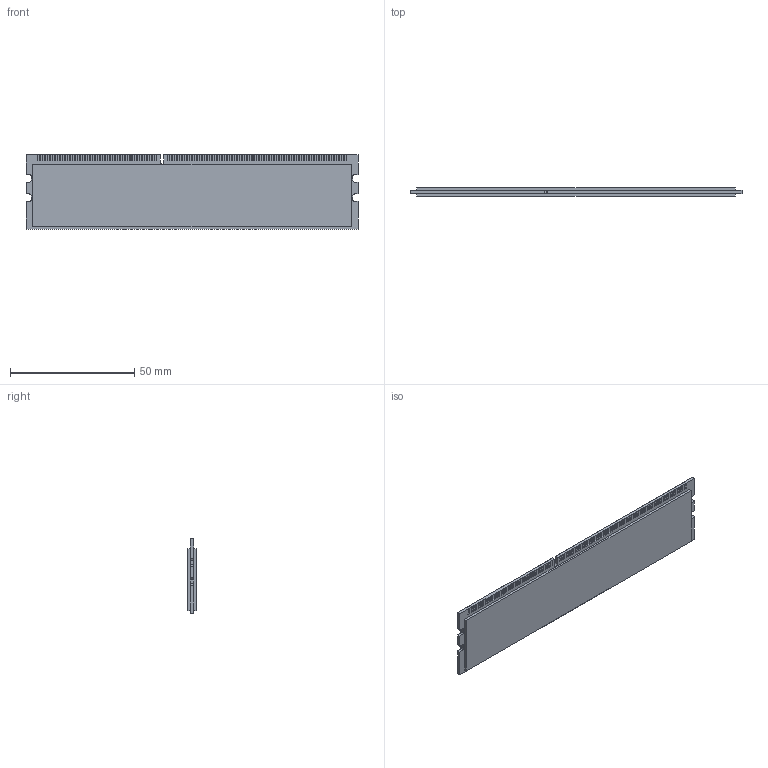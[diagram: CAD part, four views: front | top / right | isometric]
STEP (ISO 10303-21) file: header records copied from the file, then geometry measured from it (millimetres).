
FILE_DESCRIPTION (( 'STEP AP214' ), '1' );
FILE_NAME ('User Library-ddr3 dimm sdram.STEP', '2012-08-24T10:34:07', ( 'sysAdmin' ), ( 'SolidWorks' ), 'SwSTEP 2.0', 'SolidWorks 2012', '' );
FILE_SCHEMA (( 'AUTOMOTIVE_DESIGN' ));
Length unit declared in the file: millimetre
Products named in the file (1): User Library-ddr3 dimm sdram
Bounding box: 133.35 x 3.27 x 30 mm (x, y, z)
Volume: 11386.1 mm3; surface area: 21918.2 mm2
Topology: 3 solids, 3 shells, 1247 faces, 3003 edges, 2002 vertices
Faces by surface type: plane 1237, cylinder 10
Entity records: 42686 total; most frequent: CARTESIAN_POINT 6253, ORIENTED_EDGE 6006, DIRECTION 5519, EDGE_CURVE 3003, VECTOR 2983, LINE 2983, VERTEX_POINT 2002, EDGE_LOOP 1487
